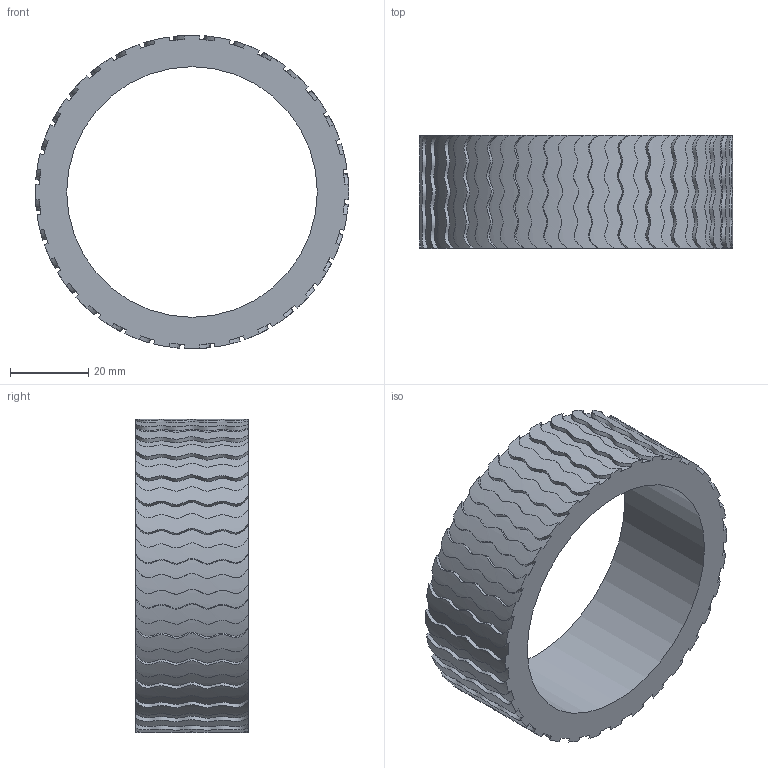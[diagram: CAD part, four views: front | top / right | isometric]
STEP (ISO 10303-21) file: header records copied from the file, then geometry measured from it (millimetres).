
FILE_DESCRIPTION(('FreeCAD Model'),'2;1');
FILE_NAME('Open CASCADE Shape Model','2026-01-23T17:00:22',('Author'),( ''),'Open CASCADE STEP processor 7.8','FreeCAD','Unknown');
FILE_SCHEMA(('AUTOMOTIVE_DESIGN { 1 0 10303 214 1 1 1 1 }'));
Length unit declared in the file: millimetre
Products named in the file (1): Tire
Bounding box: 80 x 28.8 x 80 mm (x, y, z)
Volume: 48646.5 mm3; surface area: 18280.7 mm2
Topology: 1 solids, 1 shells, 131 faces, 405 edges, 276 vertices
Faces by surface type: cylinder 65, extrusion 64, plane 2
Full cylindrical faces by diameter (mm): 64 x1
Entity records: 38532 total; most frequent: CARTESIAN_POINT 35032, ORIENTED_EDGE 810, DIRECTION 593, EDGE_CURVE 405, VERTEX_POINT 276, B_SPLINE_CURVE_WITH_KNOTS 208, AXIS2_PLACEMENT_3D 200, VECTOR 193
